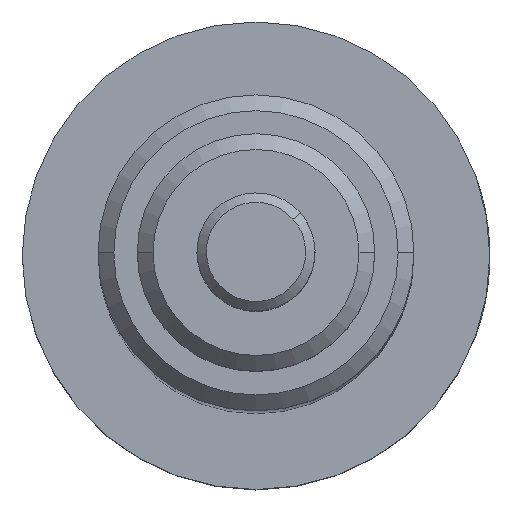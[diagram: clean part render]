
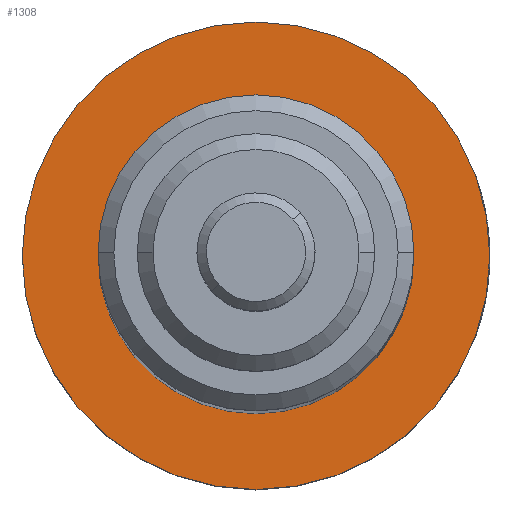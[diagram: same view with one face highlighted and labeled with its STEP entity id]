
A CAD part, top view. The second image highlights one B-rep face of the part: STEP entity #1308.
In plain terms, the highlighted face is planar.
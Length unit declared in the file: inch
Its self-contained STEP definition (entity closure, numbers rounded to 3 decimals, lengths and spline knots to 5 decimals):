
#7 = DIRECTION ( 'NONE',  ( -1., 0., 0. ) ) ;
#77 = EDGE_LOOP ( 'NONE', ( #2421, #727 ) ) ;
#139 = AXIS2_PLACEMENT_3D ( 'NONE', #667, #2091, #880 ) ;
#141 = CIRCLE ( 'NONE', #2131, 0.37 ) ;
#172 = CARTESIAN_POINT ( 'NONE',  ( 3.005, 0., 0. ) ) ;
#239 = VERTEX_POINT ( 'NONE', #1526 ) ;
#242 = CIRCLE ( 'NONE', #426, 0.25 ) ;
#376 = EDGE_CURVE ( 'NONE', #650, #1814, #1486, .T. ) ;
#387 = DIRECTION ( 'NONE',  ( 0., 0., 1. ) ) ;
#426 = AXIS2_PLACEMENT_3D ( 'NONE', #1245, #7, #1437 ) ;
#475 = ORIENTED_EDGE ( 'NONE', *, *, #812, .F. ) ;
#617 = FACE_BOUND ( 'NONE', #2157, .T. ) ;
#650 = VERTEX_POINT ( 'NONE', #2376 ) ;
#667 = CARTESIAN_POINT ( 'NONE',  ( 3.005, 0., 0. ) ) ;
#727 = ORIENTED_EDGE ( 'NONE', *, *, #1789, .T. ) ;
#770 = AXIS2_PLACEMENT_3D ( 'NONE', #172, #1600, #387 ) ;
#812 = EDGE_CURVE ( 'NONE', #1814, #650, #242, .T. ) ;
#880 = DIRECTION ( 'NONE',  ( 0., 0., 1. ) ) ;
#987 = CARTESIAN_POINT ( 'NONE',  ( 3.005, 0.37, 0. ) ) ;
#1000 = CARTESIAN_POINT ( 'NONE',  ( 3.005, 0., 0.25 ) ) ;
#1069 = ORIENTED_EDGE ( 'NONE', *, *, #376, .F. ) ;
#1170 = FACE_OUTER_BOUND ( 'NONE', #77, .T. ) ;
#1186 = DIRECTION ( 'NONE',  ( 0., 0., -1. ) ) ;
#1199 = CARTESIAN_POINT ( 'NONE',  ( 3.005, 0., 0. ) ) ;
#1245 = CARTESIAN_POINT ( 'NONE',  ( 3.005, 0., 0. ) ) ;
#1308 = ADVANCED_FACE ( 'NONE', ( #617, #1170 ), #2205, .F. ) ;
#1327 = VERTEX_POINT ( 'NONE', #2621 ) ;
#1402 = DIRECTION ( 'NONE',  ( 0., 0., 1. ) ) ;
#1437 = DIRECTION ( 'NONE',  ( 0., 0., 1. ) ) ;
#1475 = CIRCLE ( 'NONE', #770, 0.37 ) ;
#1486 = CIRCLE ( 'NONE', #139, 0.25 ) ;
#1526 = CARTESIAN_POINT ( 'NONE',  ( 3.005, 0., 0.37 ) ) ;
#1600 = DIRECTION ( 'NONE',  ( -1., 0., 0. ) ) ;
#1647 = EDGE_CURVE ( 'NONE', #239, #1327, #1475, .T. ) ;
#1789 = EDGE_CURVE ( 'NONE', #1327, #239, #141, .T. ) ;
#1814 = VERTEX_POINT ( 'NONE', #1000 ) ;
#2091 = DIRECTION ( 'NONE',  ( -1., 0., 0. ) ) ;
#2131 = AXIS2_PLACEMENT_3D ( 'NONE', #1199, #2635, #1402 ) ;
#2157 = EDGE_LOOP ( 'NONE', ( #475, #1069 ) ) ;
#2192 = DIRECTION ( 'NONE',  ( 1., 0., 0. ) ) ;
#2205 = PLANE ( 'NONE',  #2652 ) ;
#2376 = CARTESIAN_POINT ( 'NONE',  ( 3.005, 0., -0.25 ) ) ;
#2421 = ORIENTED_EDGE ( 'NONE', *, *, #1647, .T. ) ;
#2621 = CARTESIAN_POINT ( 'NONE',  ( 3.005, 0., -0.37 ) ) ;
#2635 = DIRECTION ( 'NONE',  ( -1., 0., 0. ) ) ;
#2652 = AXIS2_PLACEMENT_3D ( 'NONE', #987, #2192, #1186 ) ;
